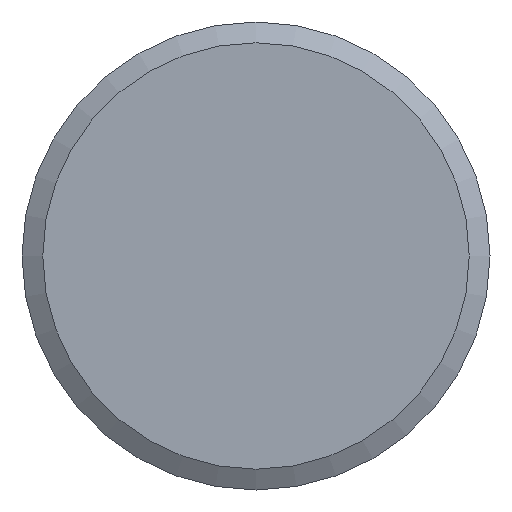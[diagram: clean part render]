
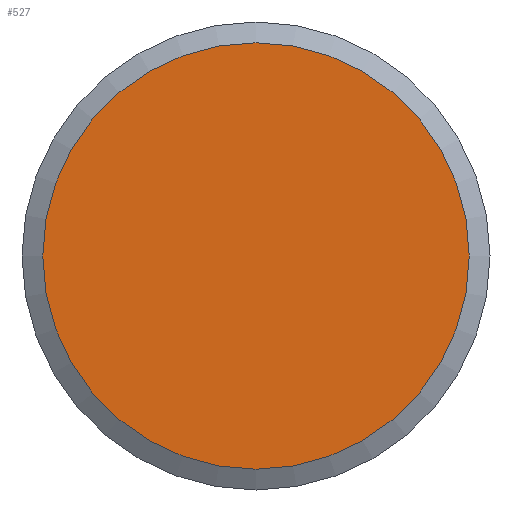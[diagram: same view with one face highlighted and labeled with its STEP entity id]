
A CAD part, front view. The second image highlights one B-rep face of the part: STEP entity #527.
In plain terms, the highlighted planar face has unit normal (0, -1, 0).
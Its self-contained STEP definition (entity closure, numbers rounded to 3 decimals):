
#185 = CARTESIAN_POINT ( 'NONE',  ( 0., -35., 8.2 ) ) ;
#397 = PLANE ( 'NONE',  #1542 ) ;
#419 = CIRCLE ( 'NONE', #1547, 8.2 ) ;
#438 = CARTESIAN_POINT ( 'NONE',  ( 0., -35., 0. ) ) ;
#527 = ADVANCED_FACE ( 'NONE', ( #1273 ), #397, .T. ) ;
#641 = DIRECTION ( 'NONE',  ( 0., -1., 0. ) ) ;
#674 = DIRECTION ( 'NONE',  ( 0., 1., 0. ) ) ;
#691 = DIRECTION ( 'NONE',  ( 0., 0., 1. ) ) ;
#725 = ORIENTED_EDGE ( 'NONE', *, *, #1211, .F. ) ;
#873 = EDGE_LOOP ( 'NONE', ( #725 ) ) ;
#887 = DIRECTION ( 'NONE',  ( 0., 0., -1. ) ) ;
#1211 = EDGE_CURVE ( 'NONE', #1531, #1531, #419, .T. ) ;
#1257 = CARTESIAN_POINT ( 'NONE',  ( -7.929, -35., 0. ) ) ;
#1273 = FACE_OUTER_BOUND ( 'NONE', #873, .T. ) ;
#1531 = VERTEX_POINT ( 'NONE', #185 ) ;
#1542 = AXIS2_PLACEMENT_3D ( 'NONE', #1257, #641, #887 ) ;
#1547 = AXIS2_PLACEMENT_3D ( 'NONE', #438, #674, #691 ) ;
